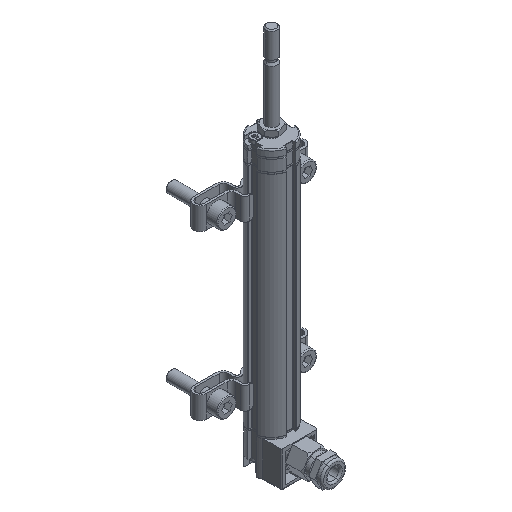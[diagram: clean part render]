
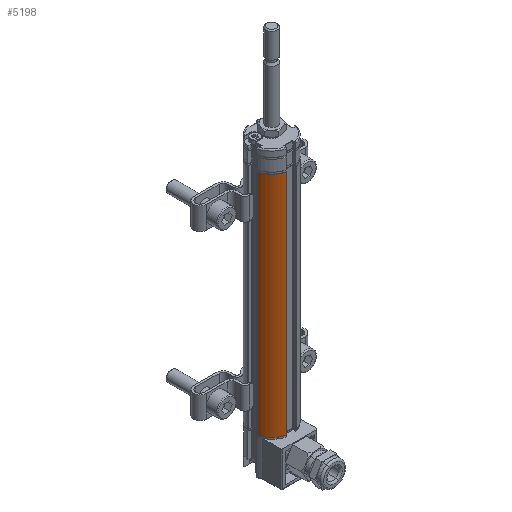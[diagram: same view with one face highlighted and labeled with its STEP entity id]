
A CAD part, isometric view. The second image highlights one B-rep face of the part: STEP entity #5198.
In plain terms, the highlighted cylindrical face has radius 9 mm (diameter 18 mm), a partial arc.
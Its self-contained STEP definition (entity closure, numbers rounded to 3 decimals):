
#4842 = VERTEX_POINT ( 'NONE', #8724 ) ;
#4848 = EDGE_CURVE ( 'NONE', #4851, #4858, #8722, .T. ) ;
#4851 = VERTEX_POINT ( 'NONE', #8712 ) ;
#4858 = VERTEX_POINT ( 'NONE', #8695 ) ;
#4927 = EDGE_CURVE ( 'NONE', #4851, #4842, #8878, .T. ) ;
#5128 = VERTEX_POINT ( 'NONE', #9267 ) ;
#5140 = EDGE_CURVE ( 'NONE', #4858, #5128, #9256, .T. ) ;
#5198 = ADVANCED_FACE ( 'NONE', ( #9394 ), #9391, .T. ) ;
#5199 = EDGE_LOOP ( 'NONE', ( #5226, #5227, #5270, #5212 ) ) ;
#5212 = ORIENTED_EDGE ( 'NONE', *, *, #4848, .T. ) ;
#5226 = ORIENTED_EDGE ( 'NONE', *, *, #5140, .T. ) ;
#5227 = ORIENTED_EDGE ( 'NONE', *, *, #5269, .T. ) ;
#5269 = EDGE_CURVE ( 'NONE', #5128, #4842, #9474, .T. ) ;
#5270 = ORIENTED_EDGE ( 'NONE', *, *, #4927, .F. ) ;
#8695 = CARTESIAN_POINT ( 'NONE',  ( -8.714, -2.25, 0. ) ) ;
#8712 = CARTESIAN_POINT ( 'NONE',  ( -8.714, -2.25, 102. ) ) ;
#8719 = DIRECTION ( 'NONE',  ( 0., 0., -1. ) ) ;
#8720 = VECTOR ( 'NONE', #8719, 1000. ) ;
#8721 = CARTESIAN_POINT ( 'NONE',  ( -8.714, -2.25, 102. ) ) ;
#8722 = LINE ( 'NONE', #8721, #8720 ) ;
#8724 = CARTESIAN_POINT ( 'NONE',  ( -2.25, -8.714, 102. ) ) ;
#8874 = DIRECTION ( 'NONE',  ( 1., 0., 0. ) ) ;
#8875 = DIRECTION ( 'NONE',  ( 0., 0., 1. ) ) ;
#8876 = CARTESIAN_POINT ( 'NONE',  ( 0., 0., 102. ) ) ;
#8877 = AXIS2_PLACEMENT_3D ( 'NONE', #8876, #8875, #8874 ) ;
#8878 = CIRCLE ( 'NONE', #8877, 9. ) ;
#9252 = DIRECTION ( 'NONE',  ( 1., 0., 0. ) ) ;
#9253 = DIRECTION ( 'NONE',  ( 0., 0., 1. ) ) ;
#9254 = CARTESIAN_POINT ( 'NONE',  ( 0., 0., 0. ) ) ;
#9255 = AXIS2_PLACEMENT_3D ( 'NONE', #9254, #9253, #9252 ) ;
#9256 = CIRCLE ( 'NONE', #9255, 9. ) ;
#9267 = CARTESIAN_POINT ( 'NONE',  ( -2.25, -8.714, 0. ) ) ;
#9388 = DIRECTION ( 'NONE',  ( -1., 0., 0. ) ) ;
#9389 = DIRECTION ( 'NONE',  ( 0., 0., -1. ) ) ;
#9390 = AXIS2_PLACEMENT_3D ( 'NONE', #9393, #9389, #9388 ) ;
#9391 = CYLINDRICAL_SURFACE ( 'NONE', #9390, 9. ) ;
#9393 = CARTESIAN_POINT ( 'NONE',  ( 0., 0., 102. ) ) ;
#9394 = FACE_OUTER_BOUND ( 'NONE', #5199, .T. ) ;
#9471 = DIRECTION ( 'NONE',  ( 0., 0., 1. ) ) ;
#9472 = VECTOR ( 'NONE', #9471, 1000. ) ;
#9473 = CARTESIAN_POINT ( 'NONE',  ( -2.25, -8.714, 102. ) ) ;
#9474 = LINE ( 'NONE', #9473, #9472 ) ;
